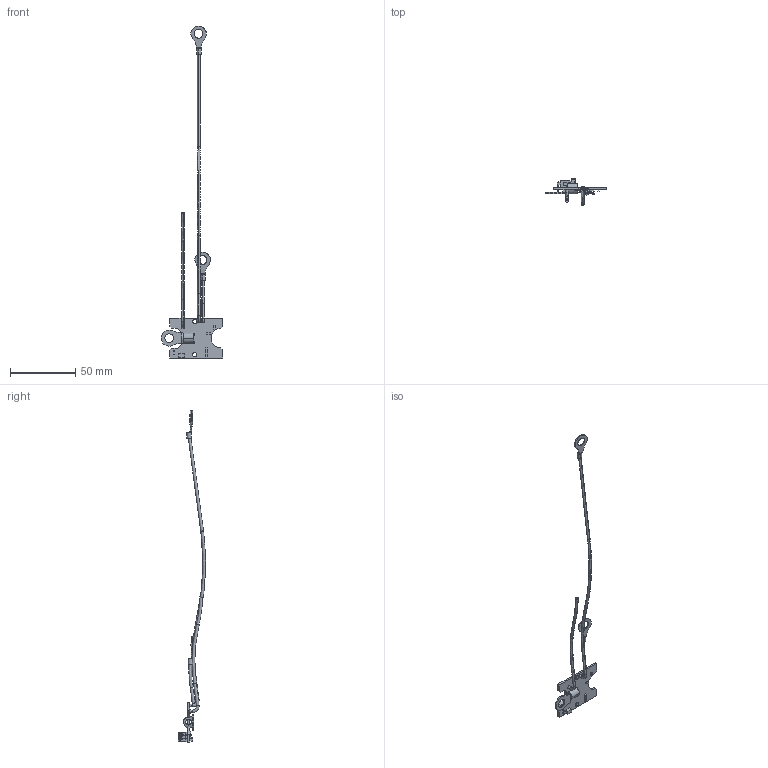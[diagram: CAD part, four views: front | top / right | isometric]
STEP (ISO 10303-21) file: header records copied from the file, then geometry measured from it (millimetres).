
FILE_DESCRIPTION (( 'STEP AP214' ), '1' );
FILE_NAME ('1LC0040N.step', '2012-03-08T17:50:48', ( '' ), ( '' ), 'SwSTEP 2.0', 'SolidWorks 2011', '' );
FILE_SCHEMA (( 'AUTOMOTIVE_DESIGN' ));
Length unit declared in the file: inch
Products named in the file (9): AMP 34113_1; AMP 34113_2; Red Wire_2; Short Orange Wire_1; Molex 191930152_2; 1LC0040 Negative Board; 1LC0040N; Yellow Wire_2; Molex 70553-0001_1
Assembly tree (8 placements, depth 2):
  1LC0040N
    Molex 191930152_2
    Yellow Wire_2
    Molex 70553-0001_1
    Short Orange Wire_1
    Red Wire_2
    AMP 34113_2
    AMP 34113_1
    1LC0040 Negative Board
Bounding box: 47.27 x 20.83 x 254.6 mm (x, y, z)
Volume: 3629.4 mm3; surface area: 6522.3 mm2
Topology: 8 solids, 8 shells, 229 faces, 569 edges, 366 vertices
Faces by surface type: plane 141, cylinder 60, bspline 28
Entity records: 11178 total; most frequent: CARTESIAN_POINT 2421, ORIENTED_EDGE 1138, DIRECTION 1072, EDGE_CURVE 569, LINE 394, VECTOR 394, VERTEX_POINT 366, AXIS2_PLACEMENT_3D 339
